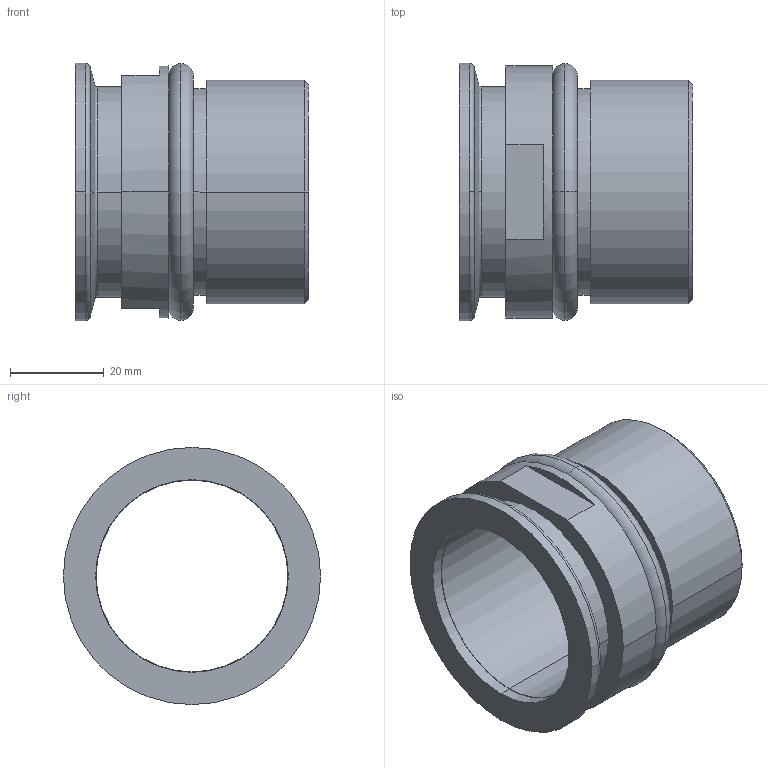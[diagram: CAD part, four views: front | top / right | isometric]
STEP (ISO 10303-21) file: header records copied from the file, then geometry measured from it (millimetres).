
FILE_DESCRIPTION((''),'2;1');
FILE_NAME('211-369.stp','2003-10-31T16:51:17',('KAA'),(''),'Autodesk Inventor (R) 6.0','Autodesk Inventor (R) 6.0','');
FILE_SCHEMA(('CONFIG_CONTROL_DESIGN'));
Length unit declared in the file: millimetre
Products named in the file (1): 211-369
Bounding box: 50 x 55 x 55 mm (x, y, z)
Volume: 30341.2 mm3; surface area: 20098.6 mm2
Topology: 1 solids, 1 shells, 41 faces, 98 edges, 60 vertices
Faces by surface type: cylinder 16, plane 11, torus 8, cone 4, bspline 2
Entity records: 1401 total; most frequent: CARTESIAN_POINT 288, DIRECTION 248, ORIENTED_EDGE 196, AXIS2_PLACEMENT_3D 110, EDGE_CURVE 98, CIRCLE 70, VERTEX_POINT 60, EDGE_LOOP 48
